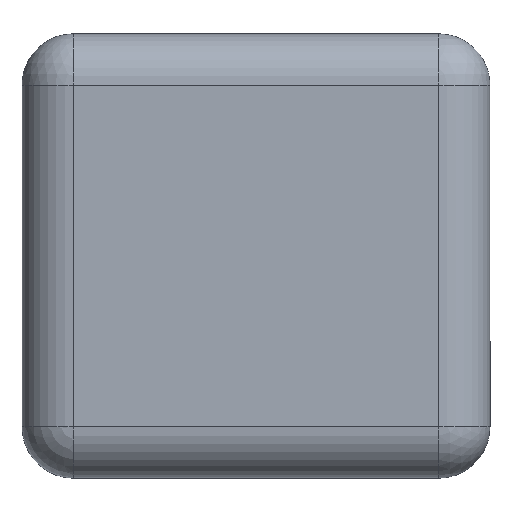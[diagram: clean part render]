
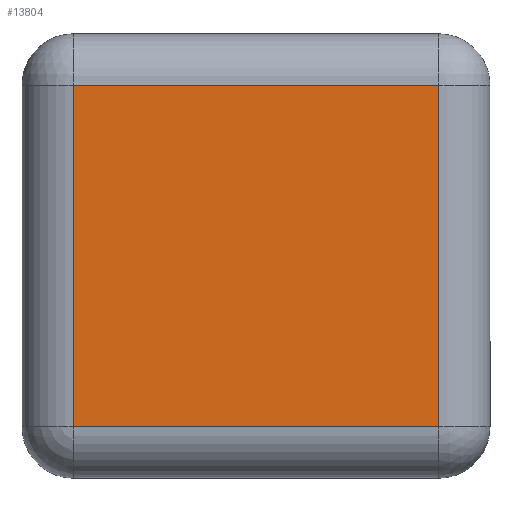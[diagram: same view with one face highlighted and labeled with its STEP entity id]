
A CAD part, front view. The second image highlights one B-rep face of the part: STEP entity #13804.
In plain terms, the highlighted planar face has unit normal (0, -1, 0).
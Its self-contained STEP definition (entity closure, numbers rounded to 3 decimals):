
#750 = EDGE_CURVE ( 'NONE', #49773, #29107, #41314, .T. ) ;
#4512 = EDGE_CURVE ( 'NONE', #71049, #49773, #19992, .T. ) ;
#6091 = DIRECTION ( 'NONE',  ( -1., 0., 0. ) ) ;
#7328 = VECTOR ( 'NONE', #63835, 1000. ) ;
#10319 = PLANE ( 'NONE',  #61960 ) ;
#10710 = FACE_OUTER_BOUND ( 'NONE', #24123, .T. ) ;
#12680 = VERTEX_POINT ( 'NONE', #47575 ) ;
#13804 = ADVANCED_FACE ( 'NONE', ( #10710 ), #10319, .F. ) ;
#18331 = VECTOR ( 'NONE', #24003, 1000. ) ;
#19992 = LINE ( 'NONE', #53748, #65261 ) ;
#20227 = EDGE_CURVE ( 'NONE', #12680, #71049, #59985, .T. ) ;
#23692 = CARTESIAN_POINT ( 'NONE',  ( 363.679, -137.821, -265.352 ) ) ;
#24003 = DIRECTION ( 'NONE',  ( -1., 0., 0. ) ) ;
#24123 = EDGE_LOOP ( 'NONE', ( #24666, #70091, #27085, #46267 ) ) ;
#24666 = ORIENTED_EDGE ( 'NONE', *, *, #73955, .T. ) ;
#27085 = ORIENTED_EDGE ( 'NONE', *, *, #4512, .T. ) ;
#29107 = VERTEX_POINT ( 'NONE', #31363 ) ;
#31363 = CARTESIAN_POINT ( 'NONE',  ( 283.679, -137.821, -265.352 ) ) ;
#35964 = DIRECTION ( 'NONE',  ( 1., 0., 0. ) ) ;
#37033 = CARTESIAN_POINT ( 'NONE',  ( -363.679, -137.821, 265.352 ) ) ;
#39527 = CARTESIAN_POINT ( 'NONE',  ( -283.679, -137.821, 265.352 ) ) ;
#41314 = LINE ( 'NONE', #23692, #54038 ) ;
#46267 = ORIENTED_EDGE ( 'NONE', *, *, #750, .T. ) ;
#47575 = CARTESIAN_POINT ( 'NONE',  ( 283.679, -137.821, 265.352 ) ) ;
#49773 = VERTEX_POINT ( 'NONE', #71189 ) ;
#53748 = CARTESIAN_POINT ( 'NONE',  ( -283.679, -137.821, -345.352 ) ) ;
#54038 = VECTOR ( 'NONE', #35964, 1000. ) ;
#57461 = CARTESIAN_POINT ( 'NONE',  ( 0., -137.821, 0. ) ) ;
#59084 = DIRECTION ( 'NONE',  ( 0., 0., -1. ) ) ;
#59985 = LINE ( 'NONE', #37033, #18331 ) ;
#61960 = AXIS2_PLACEMENT_3D ( 'NONE', #57461, #75465, #6091 ) ;
#63835 = DIRECTION ( 'NONE',  ( 0., 0., 1. ) ) ;
#65261 = VECTOR ( 'NONE', #59084, 1000. ) ;
#68818 = LINE ( 'NONE', #74220, #7328 ) ;
#70091 = ORIENTED_EDGE ( 'NONE', *, *, #20227, .T. ) ;
#71049 = VERTEX_POINT ( 'NONE', #39527 ) ;
#71189 = CARTESIAN_POINT ( 'NONE',  ( -283.679, -137.821, -265.352 ) ) ;
#73955 = EDGE_CURVE ( 'NONE', #29107, #12680, #68818, .T. ) ;
#74220 = CARTESIAN_POINT ( 'NONE',  ( 283.679, -137.821, 345.352 ) ) ;
#75465 = DIRECTION ( 'NONE',  ( 0., 1., 0. ) ) ;
